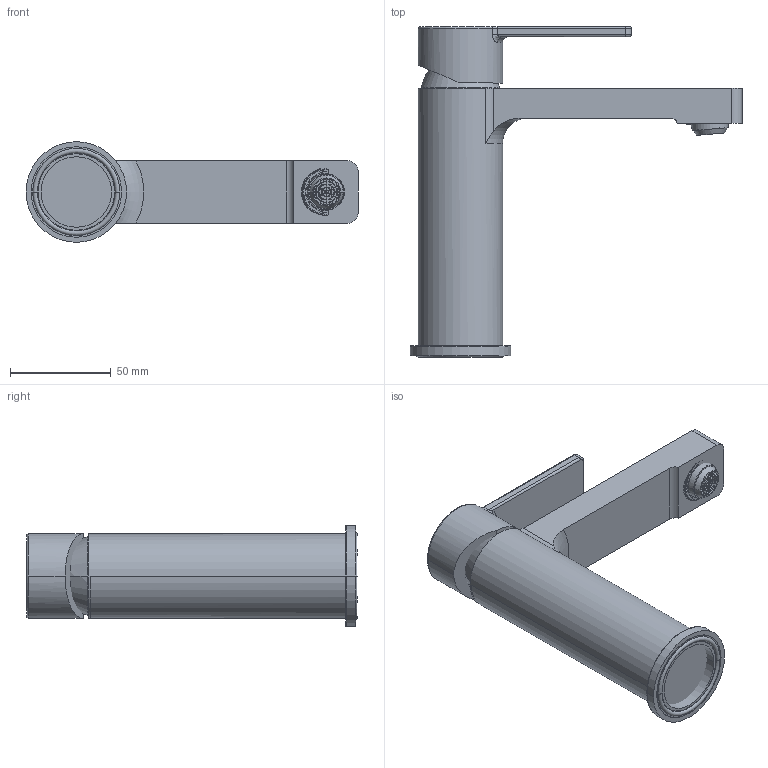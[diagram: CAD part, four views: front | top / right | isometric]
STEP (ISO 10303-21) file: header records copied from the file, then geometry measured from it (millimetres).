
FILE_DESCRIPTION((''),'2;1');
FILE_NAME('VAX16496_VB1_ASM','2023-04-28T',('fth97'),(''),'CREO PARAMETRIC BY PTC INC, 2015480','CREO PARAMETRIC BY PTC INC, 2015480','');
FILE_SCHEMA(('CONFIG_CONTROL_DESIGN'));
Length unit declared in the file: millimetre
Products named in the file (7): 80T1649601D; 8ZG16363; 80P35VAX2; 8DZ16251; 7J45X38X25; 80M24123NP2; VAX16496_VB1_ASM
Assembly tree (6 placements, depth 2):
  VAX16496_VB1_ASM
    80T1649601D
    8ZG16363
    80P35VAX2
    8DZ16251
    7J45X38X25
    80M24123NP2
Bounding box: 165 x 164.3 x 50 mm (x, y, z)
Volume: 291350 mm3; surface area: 54116.8 mm2
Topology: 7 solids, 7 shells, 1769 faces, 5675 edges, 3716 vertices
Faces by surface type: cylinder 1261, plane 440, torus 27, cone 27, bspline 14
Entity records: 83405 total; most frequent: CARTESIAN_POINT 34601, ORIENTED_EDGE 11338, DIRECTION 7961, EDGE_CURVE 5669, VERTEX_POINT 3716, AXIS2_PLACEMENT_3D 2818, EDGE_LOOP 2815, VECTOR 2325
